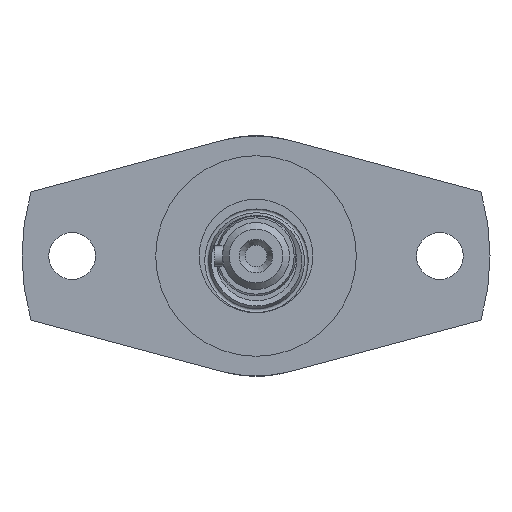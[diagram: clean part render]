
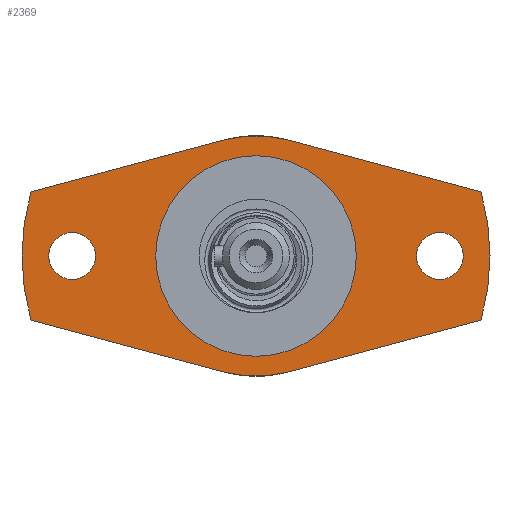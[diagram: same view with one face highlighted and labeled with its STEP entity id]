
A CAD part, left-side view. The second image highlights one B-rep face of the part: STEP entity #2369.
In plain terms, the highlighted planar face has unit normal (-1, 0, 0).
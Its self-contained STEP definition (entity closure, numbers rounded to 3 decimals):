
#77=LINE('',#3513,#302);
#81=LINE('',#3522,#306);
#87=LINE('',#3543,#312);
#91=LINE('',#3552,#316);
#302=VECTOR('',#2803,10.);
#306=VECTOR('',#2809,10.);
#312=VECTOR('',#2829,10.);
#316=VECTOR('',#2835,10.);
#659=FACE_BOUND('',#835,.T.);
#660=FACE_BOUND('',#836,.T.);
#661=FACE_BOUND('',#837,.T.);
#702=FACE_OUTER_BOUND('',#834,.T.);
#834=EDGE_LOOP('',(#1720,#1721,#1722,#1723,#1724,#1725,#1726,#1727));
#835=EDGE_LOOP('',(#1728,#1729));
#836=EDGE_LOOP('',(#1730));
#837=EDGE_LOOP('',(#1731));
#974=CIRCLE('',#2537,3.5);
#976=CIRCLE('',#2540,3.5);
#979=CIRCLE('',#2546,35.);
#983=CIRCLE('',#2551,18.);
#985=CIRCLE('',#2553,18.);
#988=CIRCLE('',#2557,35.);
#989=CIRCLE('',#2558,15.);
#990=CIRCLE('',#2559,15.);
#1070=VERTEX_POINT('',#3510);
#1071=VERTEX_POINT('',#3512);
#1074=VERTEX_POINT('',#3519);
#1075=VERTEX_POINT('',#3521);
#1076=VERTEX_POINT('',#3525);
#1078=VERTEX_POINT('',#3531);
#1082=VERTEX_POINT('',#3540);
#1083=VERTEX_POINT('',#3542);
#1086=VERTEX_POINT('',#3549);
#1087=VERTEX_POINT('',#3551);
#1092=VERTEX_POINT('',#3573);
#1093=VERTEX_POINT('',#3574);
#1307=EDGE_CURVE('',#1071,#1070,#77,.T.);
#1311=EDGE_CURVE('',#1075,#1074,#81,.T.);
#1313=EDGE_CURVE('',#1076,#1076,#974,.T.);
#1316=EDGE_CURVE('',#1078,#1078,#976,.T.);
#1321=EDGE_CURVE('',#1083,#1082,#87,.T.);
#1325=EDGE_CURVE('',#1087,#1086,#91,.T.);
#1328=EDGE_CURVE('',#1087,#1074,#979,.T.);
#1333=EDGE_CURVE('',#1070,#1075,#983,.T.);
#1335=EDGE_CURVE('',#1086,#1083,#985,.T.);
#1338=EDGE_CURVE('',#1071,#1082,#988,.T.);
#1339=EDGE_CURVE('',#1092,#1093,#989,.T.);
#1340=EDGE_CURVE('',#1093,#1092,#990,.T.);
#1720=ORIENTED_EDGE('',*,*,#1307,.T.);
#1721=ORIENTED_EDGE('',*,*,#1333,.T.);
#1722=ORIENTED_EDGE('',*,*,#1311,.T.);
#1723=ORIENTED_EDGE('',*,*,#1328,.F.);
#1724=ORIENTED_EDGE('',*,*,#1325,.T.);
#1725=ORIENTED_EDGE('',*,*,#1335,.T.);
#1726=ORIENTED_EDGE('',*,*,#1321,.T.);
#1727=ORIENTED_EDGE('',*,*,#1338,.F.);
#1728=ORIENTED_EDGE('',*,*,#1339,.T.);
#1729=ORIENTED_EDGE('',*,*,#1340,.T.);
#1730=ORIENTED_EDGE('',*,*,#1316,.T.);
#1731=ORIENTED_EDGE('',*,*,#1313,.T.);
#2271=PLANE('',#2556);
#2369=ADVANCED_FACE('',(#702,#659,#660,#661),#2271,.T.);
#2537=AXIS2_PLACEMENT_3D('',#3526,#2813,#2814);
#2540=AXIS2_PLACEMENT_3D('',#3532,#2820,#2821);
#2546=AXIS2_PLACEMENT_3D('',#3556,#2841,#2842);
#2551=AXIS2_PLACEMENT_3D('',#3566,#2852,#2853);
#2553=AXIS2_PLACEMENT_3D('',#3568,#2856,#2857);
#2556=AXIS2_PLACEMENT_3D('',#3571,#2862,#2863);
#2557=AXIS2_PLACEMENT_3D('',#3572,#2864,#2865);
#2558=AXIS2_PLACEMENT_3D('',#3575,#2866,#2867);
#2559=AXIS2_PLACEMENT_3D('',#3576,#2868,#2869);
#2803=DIRECTION('',(0.,-0.966,-0.259));
#2809=DIRECTION('',(0.,-0.966,0.259));
#2813=DIRECTION('center_axis',(1.,0.,0.));
#2814=DIRECTION('ref_axis',(0.,0.,
-1.));
#2820=DIRECTION('center_axis',(1.,0.,0.));
#2821=DIRECTION('ref_axis',(0.,0.,
-1.));
#2829=DIRECTION('',(0.,0.966,-0.259));
#2835=DIRECTION('',(0.,0.966,0.259));
#2841=DIRECTION('center_axis',(1.,0.,0.));
#2842=DIRECTION('ref_axis',(0.,1.,0.));
#2852=DIRECTION('center_axis',(-1.,0.,0.));
#2853=DIRECTION('ref_axis',(0.,0.259,-0.966));
#2856=DIRECTION('center_axis',(-1.,0.,0.));
#2857=DIRECTION('ref_axis',(0.,0.259,-0.966));
#2862=DIRECTION('center_axis',(-1.,0.,0.));
#2863=DIRECTION('ref_axis',(0.,0.,1.));
#2864=DIRECTION('center_axis',(1.,0.,0.));
#2865=DIRECTION('ref_axis',(0.,1.,0.));
#2866=DIRECTION('center_axis',(1.,0.,0.));
#2867=DIRECTION('ref_axis',(0.,1.,0.));
#2868=DIRECTION('center_axis',(1.,0.,0.));
#2869=DIRECTION('ref_axis',(0.,1.,0.));
#3510=CARTESIAN_POINT('',(-80.,4.659,-17.387));
#3512=CARTESIAN_POINT('',(-80.,33.653,-9.618));
#3513=CARTESIAN_POINT('',(-80.,16.321,-14.262));
#3519=CARTESIAN_POINT('',(-80.,-33.653,-9.618));
#3521=CARTESIAN_POINT('',(-80.,-4.659,-17.387));
#3522=CARTESIAN_POINT('',(-80.,-7.493,-16.627));
#3525=CARTESIAN_POINT('',(-80.,27.5,3.5));
#3526=CARTESIAN_POINT('Origin',(-80.,27.5,0.));
#3531=CARTESIAN_POINT('',(-80.,-27.5,3.5));
#3532=CARTESIAN_POINT('Origin',(-80.,-27.5,0.));
#3540=CARTESIAN_POINT('',(-80.,33.653,9.618));
#3542=CARTESIAN_POINT('',(-80.,4.659,17.387));
#3543=CARTESIAN_POINT('',(-80.,30.818,10.377));
#3549=CARTESIAN_POINT('',(-80.,-4.659,17.387));
#3551=CARTESIAN_POINT('',(-80.,-33.653,9.618));
#3552=CARTESIAN_POINT('',(-80.,7.004,20.512));
#3556=CARTESIAN_POINT('Origin',(-80.,0.,
0.));
#3566=CARTESIAN_POINT('Origin',(-80.,0.,0.));
#3568=CARTESIAN_POINT('Origin',(-80.,0.,0.));
#3571=CARTESIAN_POINT('Origin',(-80.,25.,0.));
#3572=CARTESIAN_POINT('Origin',(-80.,0.,
0.));
#3573=CARTESIAN_POINT('',(-80.,15.,0.));
#3574=CARTESIAN_POINT('',(-80.,-15.,0.));
#3575=CARTESIAN_POINT('Origin',(-80.,0.,0.));
#3576=CARTESIAN_POINT('Origin',(-80.,0.,0.));
